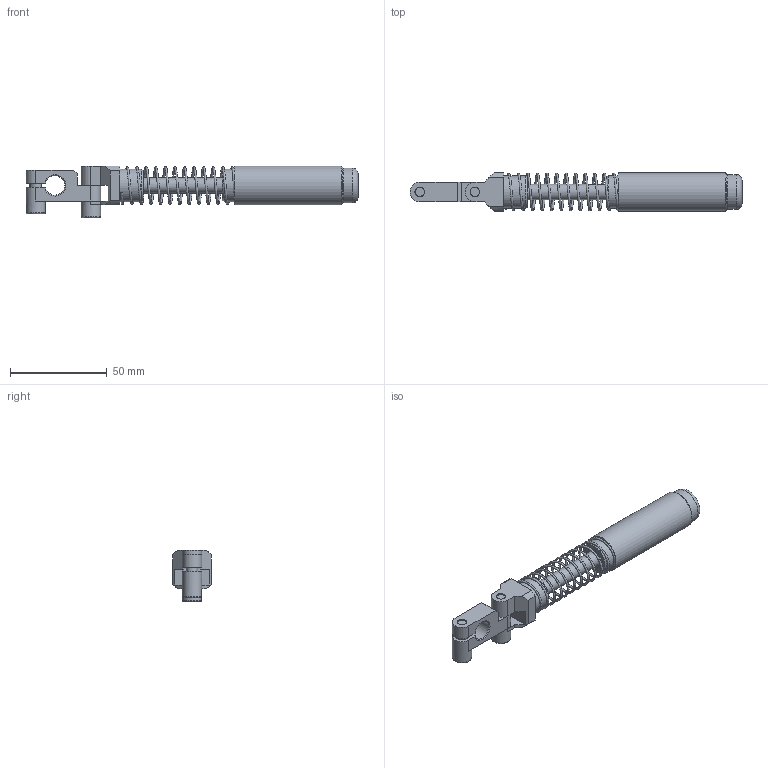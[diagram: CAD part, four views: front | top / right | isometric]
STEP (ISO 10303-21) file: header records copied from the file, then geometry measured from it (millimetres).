
FILE_DESCRIPTION(/* description */ ('GR03.202-Kd'),/* implementation_level */ '2;1');
FILE_NAME(/* name */ 'GR03.202-Kd.stp',/* time_stamp */ '2024-01-04T12:12:18+01:00',/* author */ ('BMaier'),/* organization */ (''),/* preprocessor_version */ 'ST-DEVELOPER v18',/* originating_system */ 'Autodesk Inventor 2020',/* authorisation */ '');
FILE_SCHEMA (('AUTOMOTIVE_DESIGN { 1 0 10303 214 3 1 1 }'));
Length unit declared in the file: millimetre
Products named in the file (1): 0803761.202_Shrinkwrap_1
Bounding box: 171.5 x 20 x 26.7 mm (x, y, z)
Volume: 33888.7 mm3; surface area: 17287.3 mm2
Topology: 1 solids, 1 shells, 127 faces, 332 edges, 220 vertices
Faces by surface type: plane 67, cylinder 34, cone 18, torus 6, sphere 1, bspline 1
Full cylindrical faces by diameter (mm): 4.917 x2, 6 x2, 6.1 x1, 6.4 x2, 6.5 x2, 7 x1, 8 x2, 10 x3, 17 x2, 18 x1, 19.95 x1
Entity records: 6430 total; most frequent: CARTESIAN_POINT 2990, DIRECTION 696, ORIENTED_EDGE 660, EDGE_CURVE 330, AXIS2_PLACEMENT_3D 267, VERTEX_POINT 220, LINE 162, VECTOR 162
